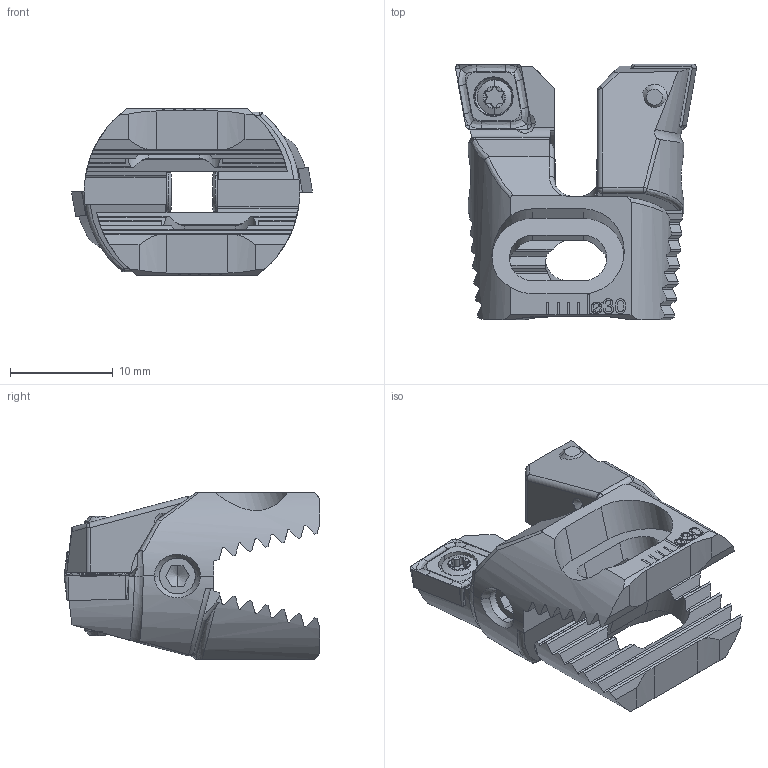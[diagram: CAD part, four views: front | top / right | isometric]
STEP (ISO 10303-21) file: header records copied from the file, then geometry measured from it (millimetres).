
FILE_DESCRIPTION (( 'STEP AP214' ), '1' );
FILE_NAME ('Z20-WCA.001.015.STEP', '2015-10-01T07:02:25', ( 'SWIAdmin' ), ( 'Hewlett-Packard Company' ), 'SwSTEP 2.0', 'SolidWorks 2015', '' );
FILE_SCHEMA (( 'AUTOMOTIVE_DESIGN' ));
Length unit declared in the file: millimetre
Products named in the file (5): Z20-ER3.001.007_A; CCMT060204; WCA-ER2.001.006_A; Z20-xxx.001.015_D; Z20-WCA.001.015
Assembly tree (8 placements, depth 2):
  Z20-WCA.001.015
    Z20-xxx.001.015_D  x2
    WCA-ER2.001.006_A  x2
    CCMT060204  x2
    Z20-ER3.001.007_A  x2
Bounding box: 23.5 x 24.95 x 16.2 mm (x, y, z)
Volume: 2962.2 mm3; surface area: 3412.6 mm2
Topology: 8 solids, 8 shells, 606 faces, 1598 edges, 1006 vertices
Faces by surface type: plane 262, cylinder 134, bspline 108, cone 64, torus 22, sphere 16
Entity records: 12800 total; most frequent: CARTESIAN_POINT 5135, ORIENTED_EDGE 1582, DIRECTION 1184, EDGE_CURVE 791, VERTEX_POINT 503, AXIS2_PLACEMENT_3D 405, LINE 374, VECTOR 374
